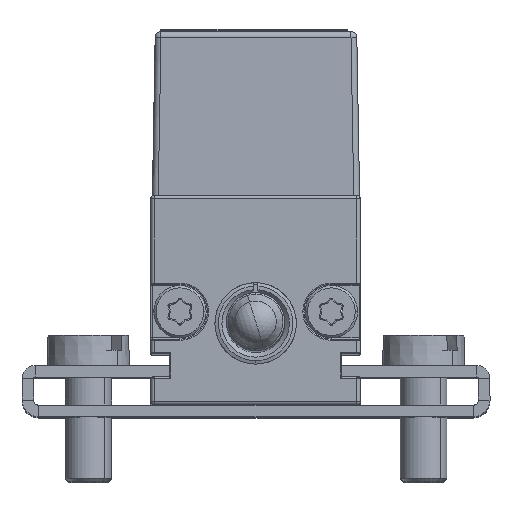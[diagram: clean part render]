
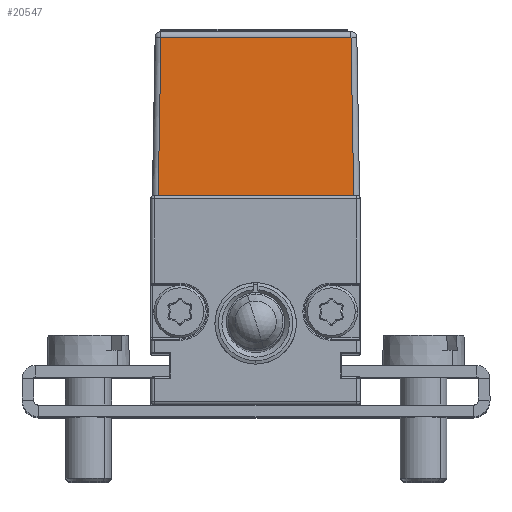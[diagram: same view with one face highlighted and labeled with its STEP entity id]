
A CAD part, top view. The second image highlights one B-rep face of the part: STEP entity #20547.
In plain terms, the highlighted planar face has unit normal (0, 0.018, 1).
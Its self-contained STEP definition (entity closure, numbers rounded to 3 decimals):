
#163 = DIRECTION ( 'NONE',  ( 0., -1., 0.017 ) ) ;
#414 = DIRECTION ( 'NONE',  ( 1., 0., 0. ) ) ;
#2562 = VERTEX_POINT ( 'NONE', #27191 ) ;
#4867 = CARTESIAN_POINT ( 'NONE',  ( -8.868, 31.583, 89.171 ) ) ;
#5756 = LINE ( 'NONE', #13367, #10826 ) ;
#7462 = ORIENTED_EDGE ( 'NONE', *, *, #20837, .T. ) ;
#7632 = VERTEX_POINT ( 'NONE', #27203 ) ;
#8166 = VECTOR ( 'NONE', #12286, 1000. ) ;
#8796 = VERTEX_POINT ( 'NONE', #26549 ) ;
#9533 = LINE ( 'NONE', #4867, #13884 ) ;
#9936 = VECTOR ( 'NONE', #21565, 1000. ) ;
#10826 = VECTOR ( 'NONE', #414, 1000. ) ;
#11486 = AXIS2_PLACEMENT_3D ( 'NONE', #25665, #13123, #163 ) ;
#12265 = CARTESIAN_POINT ( 'NONE',  ( 8.189, 31.583, 89.171 ) ) ;
#12286 = DIRECTION ( 'NONE',  ( -0.017, 1., -0.017 ) ) ;
#12875 = ORIENTED_EDGE ( 'NONE', *, *, #21005, .T. ) ;
#12876 = EDGE_CURVE ( 'NONE', #2562, #7632, #26709, .T. ) ;
#13123 = DIRECTION ( 'NONE',  ( 0., 0.017, 1. ) ) ;
#13202 = VERTEX_POINT ( 'NONE', #12265 ) ;
#13367 = CARTESIAN_POINT ( 'NONE',  ( -8.868, 18., 89.409 ) ) ;
#13448 = ORIENTED_EDGE ( 'NONE', *, *, #20646, .T. ) ;
#13884 = VECTOR ( 'NONE', #24056, 1000. ) ;
#14245 = FACE_OUTER_BOUND ( 'NONE', #20028, .T. ) ;
#15063 = PLANE ( 'NONE',  #11486 ) ;
#16756 = ORIENTED_EDGE ( 'NONE', *, *, #12876, .T. ) ;
#18582 = CARTESIAN_POINT ( 'NONE',  ( 8.421, 18.302, 89.403 ) ) ;
#19424 = CARTESIAN_POINT ( 'NONE',  ( -8.366, 17.991, 89.409 ) ) ;
#20028 = EDGE_LOOP ( 'NONE', ( #7462, #13448, #16756, #12875 ) ) ;
#20090 = LINE ( 'NONE', #18582, #8166 ) ;
#20547 = ADVANCED_FACE ( 'NONE', ( #14245 ), #15063, .T. ) ;
#20646 = EDGE_CURVE ( 'NONE', #13202, #2562, #9533, .T. ) ;
#20837 = EDGE_CURVE ( 'NONE', #8796, #13202, #20090, .T. ) ;
#21005 = EDGE_CURVE ( 'NONE', #7632, #8796, #5756, .T. ) ;
#21565 = DIRECTION ( 'NONE',  ( -0.017, -1., 0.017 ) ) ;
#24056 = DIRECTION ( 'NONE',  ( -1., 0., 0. ) ) ;
#25665 = CARTESIAN_POINT ( 'NONE',  ( -8.868, 18., 89.409 ) ) ;
#26549 = CARTESIAN_POINT ( 'NONE',  ( 8.426, 18., 89.409 ) ) ;
#26709 = LINE ( 'NONE', #19424, #9936 ) ;
#27191 = CARTESIAN_POINT ( 'NONE',  ( -8.129, 31.583, 89.171 ) ) ;
#27203 = CARTESIAN_POINT ( 'NONE',  ( -8.366, 18., 89.409 ) ) ;
